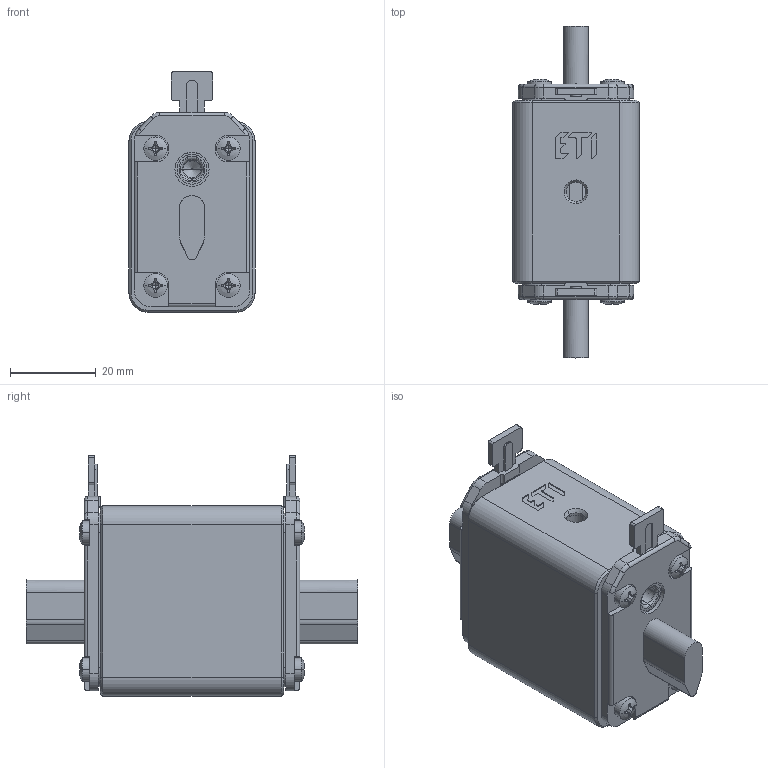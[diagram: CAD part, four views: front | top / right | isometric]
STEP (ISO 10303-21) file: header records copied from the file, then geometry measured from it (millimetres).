
FILE_DESCRIPTION((''),'2;1');
FILE_NAME('0000002901_ASM','2021-08-10T',('said.beganovic'),('Audax d.o.o.'),'CREO PARAMETRIC BY PTC INC, 2017020','CREO PARAMETRIC BY PTC INC, 2017020','');
FILE_SCHEMA(('AUTOMOTIVE_DESIGN { 1 0 10303 214 1 1 1 1 }'));
Length unit declared in the file: millimetre
Products named in the file (15): 0000002787; 0000002900; 0000002886; 0000002891; 0000002896_ASM; 0000002897; 0000002890; 0000002893_ASM; 0000002783; 0000002779; 0000002790; 0000002588; 0000002789; 0000002892; 0000002901_ASM
Assembly tree (23 placements, depth 3):
  0000002901_ASM
    0000002787
    0000002896_ASM
      0000002900
      0000002886
      0000002891
    0000002893_ASM
      0000002897
      0000002886
      0000002890
    0000002783
    0000002779
    0000002790
    0000002588  x8
    0000002789
    0000002892  x2
Bounding box: 29.5 x 77.6 x 56.25 mm (x, y, z)
Volume: 66516.6 mm3; surface area: 25248.8 mm2
Topology: 21 solids, 29 shells, 1051 faces, 2609 edges, 1589 vertices
Faces by surface type: plane 597, cylinder 310, cone 46, torus 42, bspline 40, sphere 16
Entity records: 37049 total; most frequent: CARTESIAN_POINT 6258, DIRECTION 3779, ORIENTED_EDGE 3506, PRESENTATION_STYLE_ASSIGNMENT 2450, STYLED_ITEM 2399, CURVE_STYLE 1769, EDGE_CURVE 1769, AXIS2_PLACEMENT_3D 1346
